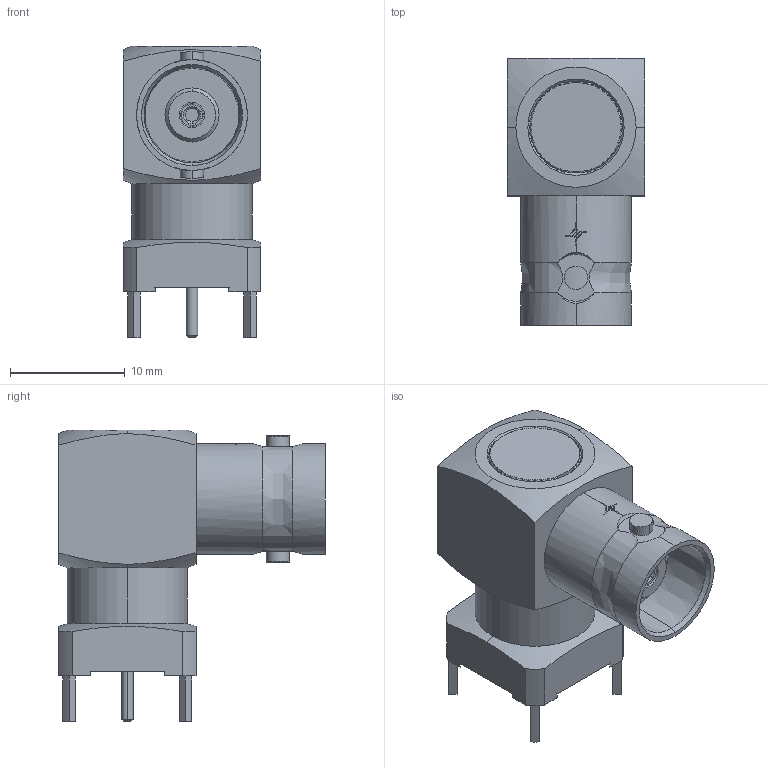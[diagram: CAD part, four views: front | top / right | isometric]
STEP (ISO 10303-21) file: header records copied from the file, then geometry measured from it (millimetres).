
FILE_DESCRIPTION (( 'STEP AP214' ), '1' );
FILE_NAME ('J01001A1948.STEP', '2011-02-16T08:53:11', ( 'markiewicz' ), ( '' ), 'SwSTEP 2.0', 'SolidWorks 2010', '' );
FILE_SCHEMA (( 'AUTOMOTIVE_DESIGN' ));
Length unit declared in the file: millimetre
Products named in the file (1): J01001A1948
Bounding box: 12 x 23.3 x 25.45 mm (x, y, z)
Volume: 3268.5 mm3; surface area: 1995.5 mm2
Topology: 1 solids, 4 shells, 363 faces, 1008 edges, 666 vertices
Faces by surface type: plane 191, cylinder 99, cone 70, bspline 3
Entity records: 16149 total; most frequent: CARTESIAN_POINT 3077, ORIENTED_EDGE 2016, DIRECTION 1777, EDGE_CURVE 1008, VERTEX_POINT 666, AXIS2_PLACEMENT_3D 654, LINE 469, VECTOR 469
